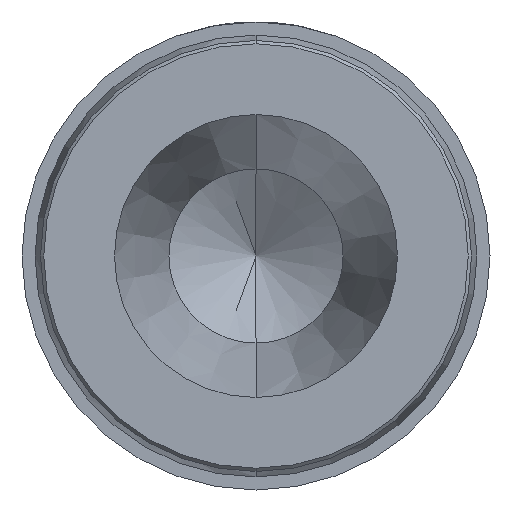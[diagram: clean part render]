
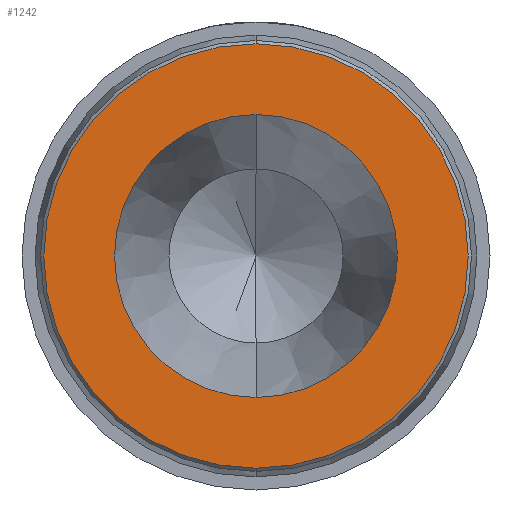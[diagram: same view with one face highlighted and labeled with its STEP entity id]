
A CAD part, front view. The second image highlights one B-rep face of the part: STEP entity #1242.
In plain terms, the highlighted planar face has unit normal (0, -1, 0).
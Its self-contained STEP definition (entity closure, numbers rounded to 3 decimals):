
#70 = DIRECTION ( 'NONE',  ( 0., 1., 0. ) ) ;
#96 = DIRECTION ( 'NONE',  ( 0., 0., 1. ) ) ;
#350 = FACE_OUTER_BOUND ( 'NONE', #2994, .T. ) ;
#379 = PLANE ( 'NONE',  #2281 ) ;
#505 = CARTESIAN_POINT ( 'NONE',  ( 0., -17., 0. ) ) ;
#517 = DIRECTION ( 'NONE',  ( 0., 1., 0. ) ) ;
#542 = ORIENTED_EDGE ( 'NONE', *, *, #859, .T. ) ;
#610 = CARTESIAN_POINT ( 'NONE',  ( 0., -17., -0.975 ) ) ;
#724 = VERTEX_POINT ( 'NONE', #3763 ) ;
#751 = CARTESIAN_POINT ( 'NONE',  ( 0., -17., 0. ) ) ;
#801 = FACE_BOUND ( 'NONE', #2407, .T. ) ;
#815 = EDGE_CURVE ( 'Defeature ausgef�hrt2_8+Defeature ausgef�hrt2_9+Defeature ausgef�hrt2_9+Defeature ausgef�hrt2_9', #2952, #724, #1458, .T. ) ;
#859 = EDGE_CURVE ( 'Defeature ausgef�hrt2_9+Defeature ausgef�hrt2_15+Defeature ausgef�hrt2_15+Defeature ausgef�hrt2_15', #1566, #3127, #3637, .T. ) ;
#873 = ORIENTED_EDGE ( 'NONE', *, *, #815, .F. ) ;
#936 = CARTESIAN_POINT ( 'NONE',  ( 0., -17., 0.65 ) ) ;
#950 = CARTESIAN_POINT ( 'NONE',  ( 0., -17., 0. ) ) ;
#1102 = CARTESIAN_POINT ( 'NONE',  ( 0., -17., 0. ) ) ;
#1242 = ADVANCED_FACE ( 'Defeature ausgef�hrt2_9', ( #801, #350 ), #379, .F. ) ;
#1257 = DIRECTION ( 'NONE',  ( 0., 1., 0. ) ) ;
#1458 = CIRCLE ( 'NONE', #1680, 0.975 ) ;
#1498 = ORIENTED_EDGE ( 'NONE', *, *, #2566, .T. ) ;
#1566 = VERTEX_POINT ( 'NONE', #3848 ) ;
#1680 = AXIS2_PLACEMENT_3D ( 'NONE', #505, #517, #1694 ) ;
#1694 = DIRECTION ( 'NONE',  ( 0., 0., 1. ) ) ;
#1990 = DIRECTION ( 'NONE',  ( 0., 0., 1. ) ) ;
#2165 = CIRCLE ( 'NONE', #3728, 0.65 ) ;
#2281 = AXIS2_PLACEMENT_3D ( 'NONE', #3105, #1257, #96 ) ;
#2304 = DIRECTION ( 'NONE',  ( 0., 1., 0. ) ) ;
#2407 = EDGE_LOOP ( 'NONE', ( #542, #1498 ) ) ;
#2541 = CIRCLE ( 'NONE', #3872, 0.975 ) ;
#2566 = EDGE_CURVE ( 'Defeature ausgef�hrt2_9+Defeature ausgef�hrt2_15+Defeature ausgef�hrt2_15+Defeature ausgef�hrt2_15', #3127, #1566, #2165, .T. ) ;
#2842 = EDGE_CURVE ( 'Defeature ausgef�hrt2_8+Defeature ausgef�hrt2_9+Defeature ausgef�hrt2_9+Defeature ausgef�hrt2_9', #724, #2952, #2541, .T. ) ;
#2949 = AXIS2_PLACEMENT_3D ( 'NONE', #1102, #3173, #3810 ) ;
#2952 = VERTEX_POINT ( 'NONE', #610 ) ;
#2994 = EDGE_LOOP ( 'NONE', ( #3200, #873 ) ) ;
#3049 = DIRECTION ( 'NONE',  ( 0., 0., 1. ) ) ;
#3105 = CARTESIAN_POINT ( 'NONE',  ( 0.975, -17., 0. ) ) ;
#3127 = VERTEX_POINT ( 'NONE', #936 ) ;
#3173 = DIRECTION ( 'NONE',  ( 0., 1., 0. ) ) ;
#3200 = ORIENTED_EDGE ( 'NONE', *, *, #2842, .F. ) ;
#3637 = CIRCLE ( 'NONE', #2949, 0.65 ) ;
#3728 = AXIS2_PLACEMENT_3D ( 'NONE', #751, #2304, #1990 ) ;
#3763 = CARTESIAN_POINT ( 'NONE',  ( 0., -17., 0.975 ) ) ;
#3810 = DIRECTION ( 'NONE',  ( 0., 0., 1. ) ) ;
#3848 = CARTESIAN_POINT ( 'NONE',  ( 0., -17., -0.65 ) ) ;
#3872 = AXIS2_PLACEMENT_3D ( 'NONE', #950, #70, #3049 ) ;
